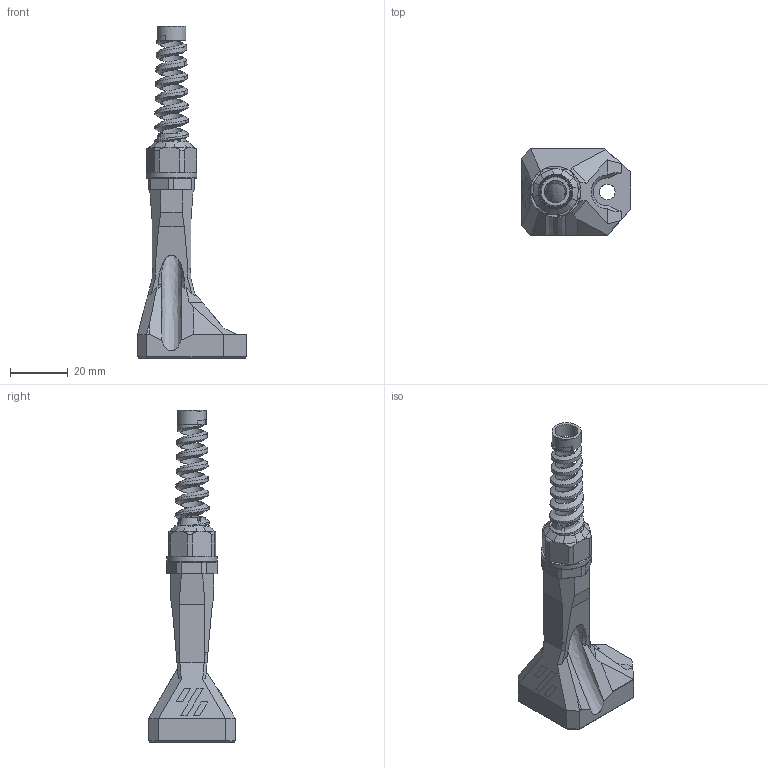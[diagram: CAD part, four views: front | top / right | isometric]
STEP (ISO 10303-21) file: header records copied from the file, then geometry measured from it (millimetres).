
FILE_DESCRIPTION(/* description */ (''),/* implementation_level */ '2;1');
FILE_NAME(/* name */ 'Deck Guide.step',/* time_stamp */ '2023-04-05T14:37:47+10:00',/* author */ (''),/* organization */ (''),/* preprocessor_version */ 'ST-DEVELOPER v19.2',/* originating_system */ 'Autodesk Translation Framework v11.17.0.187',/* authorisation */ '');
FILE_SCHEMA (('AUTOMOTIVE_DESIGN { 1 0 10303 214 3 1 1 }'));
Length unit declared in the file: millimetre
Products named in the file (5): CAN bus umbilical guide; PG7 Nylon Gland; Cable Gland Sealing Nut; PG7 Gland; Accent Voron Logo
Assembly tree (4 placements, depth 3):
  CAN bus umbilical guide
    PG7 Nylon Gland
      Cable Gland Sealing Nut
      PG7 Gland
    Accent Voron Logo
Bounding box: 37.59 x 29.91 x 114.5 mm (x, y, z)
Volume: 22096.8 mm3; surface area: 12534.8 mm2
Topology: 7 solids, 7 shells, 284 faces, 761 edges, 493 vertices
Faces by surface type: plane 172, cylinder 62, bspline 31, cone 17, torus 2
Full cylindrical faces by diameter (mm): 5.4 x1, 7.85 x7, 8.5 x1, 10 x1, 10.78 x7, 11 x4, 12 x6, 12.18 x7, 17.5 x1
Entity records: 16287 total; most frequent: CARTESIAN_POINT 9474, ORIENTED_EDGE 1522, DIRECTION 1185, EDGE_CURVE 761, VERTEX_POINT 493, LINE 443, VECTOR 443, AXIS2_PLACEMENT_3D 371
